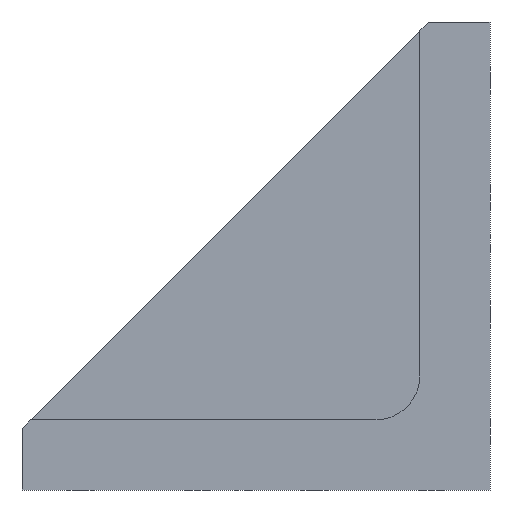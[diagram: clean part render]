
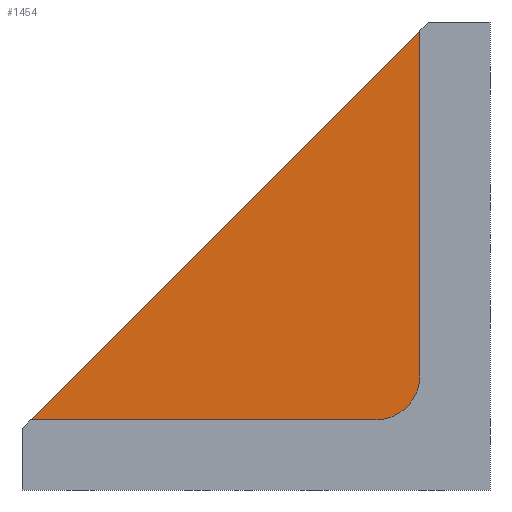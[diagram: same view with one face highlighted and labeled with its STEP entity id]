
A CAD part, left-side view. The second image highlights one B-rep face of the part: STEP entity #1454.
In plain terms, the highlighted planar face has unit normal (-1, 0, 0).
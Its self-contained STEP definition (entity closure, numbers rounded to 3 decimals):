
#57 = VECTOR ( 'NONE', #770, 1000. ) ;
#122 = LINE ( 'NONE', #874, #1291 ) ;
#142 = EDGE_CURVE ( 'NONE', #1605, #385, #1193, .T. ) ;
#204 = DIRECTION ( 'NONE',  ( 1., 0., 0. ) ) ;
#318 = VECTOR ( 'NONE', #1333, 1000. ) ;
#356 = CARTESIAN_POINT ( 'NONE',  ( -5., 0., 0. ) ) ;
#385 = VERTEX_POINT ( 'NONE', #425 ) ;
#425 = CARTESIAN_POINT ( 'NONE',  ( -5., 10.5, 10.5 ) ) ;
#445 = CARTESIAN_POINT ( 'NONE',  ( -5., 21., 160. ) ) ;
#515 = PLANE ( 'NONE',  #1363 ) ;
#577 = CARTESIAN_POINT ( 'NONE',  ( -5., 160., 10.5 ) ) ;
#587 = VECTOR ( 'NONE', #2341, 1000. ) ;
#612 = CARTESIAN_POINT ( 'NONE',  ( -5., 167.5, 10.5 ) ) ;
#628 = CARTESIAN_POINT ( 'NONE',  ( -5., 160., 21. ) ) ;
#758 = LINE ( 'NONE', #1512, #57 ) ;
#770 = DIRECTION ( 'NONE',  ( 0., -1., 0. ) ) ;
#783 = LINE ( 'NONE', #612, #318 ) ;
#874 = CARTESIAN_POINT ( 'NONE',  ( -5., 160., 21. ) ) ;
#881 = VERTEX_POINT ( 'NONE', #445 ) ;
#1012 = ORIENTED_EDGE ( 'NONE', *, *, #1314, .F. ) ;
#1038 = CARTESIAN_POINT ( 'NONE',  ( -5., 10.5, 160. ) ) ;
#1070 = CARTESIAN_POINT ( 'NONE',  ( -5., 160., 0. ) ) ;
#1083 = DIRECTION ( 'NONE',  ( 0., 0., -1. ) ) ;
#1139 = EDGE_CURVE ( 'NONE', #1234, #385, #783, .T. ) ;
#1156 = EDGE_CURVE ( 'NONE', #2321, #881, #122, .T. ) ;
#1193 = LINE ( 'NONE', #1038, #587 ) ;
#1234 = VERTEX_POINT ( 'NONE', #577 ) ;
#1291 = VECTOR ( 'NONE', #1418, 1000. ) ;
#1314 = EDGE_CURVE ( 'NONE', #881, #1605, #758, .T. ) ;
#1333 = DIRECTION ( 'NONE',  ( 0., -1., 0. ) ) ;
#1363 = AXIS2_PLACEMENT_3D ( 'NONE', #356, #204, #1083 ) ;
#1413 = LINE ( 'NONE', #1070, #2067 ) ;
#1418 = DIRECTION ( 'NONE',  ( 0., -0.707, 0.707 ) ) ;
#1454 = ADVANCED_FACE ( 'NONE', ( #2177 ), #515, .F. ) ;
#1483 = ORIENTED_EDGE ( 'NONE', *, *, #1139, .T. ) ;
#1512 = CARTESIAN_POINT ( 'NONE',  ( -5., 167.5, 160. ) ) ;
#1605 = VERTEX_POINT ( 'NONE', #2093 ) ;
#1727 = ORIENTED_EDGE ( 'NONE', *, *, #2162, .T. ) ;
#1844 = EDGE_LOOP ( 'NONE', ( #1918, #1012, #2297, #1727, #1483 ) ) ;
#1918 = ORIENTED_EDGE ( 'NONE', *, *, #142, .F. ) ;
#2067 = VECTOR ( 'NONE', #2169, 1000. ) ;
#2093 = CARTESIAN_POINT ( 'NONE',  ( -5., 10.5, 160. ) ) ;
#2162 = EDGE_CURVE ( 'NONE', #2321, #1234, #1413, .T. ) ;
#2169 = DIRECTION ( 'NONE',  ( 0., 0., -1. ) ) ;
#2177 = FACE_OUTER_BOUND ( 'NONE', #1844, .T. ) ;
#2297 = ORIENTED_EDGE ( 'NONE', *, *, #1156, .F. ) ;
#2321 = VERTEX_POINT ( 'NONE', #628 ) ;
#2341 = DIRECTION ( 'NONE',  ( 0., 0., -1. ) ) ;
